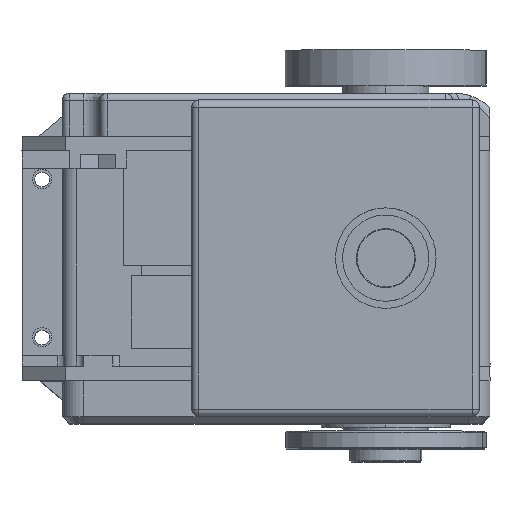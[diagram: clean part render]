
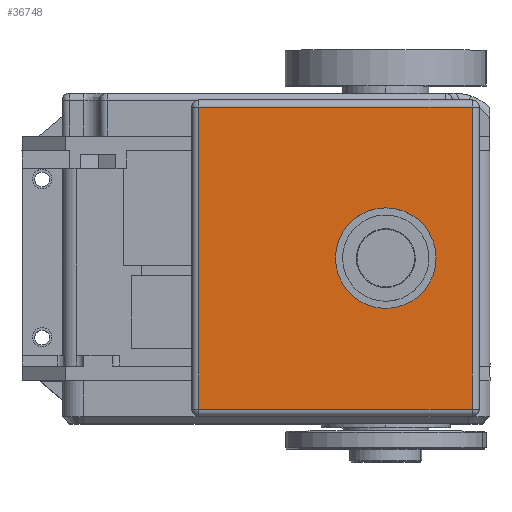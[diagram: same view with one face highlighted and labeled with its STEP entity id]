
A CAD part, top view. The second image highlights one B-rep face of the part: STEP entity #36748.
In plain terms, the highlighted planar face has unit normal (0, 0, 1).
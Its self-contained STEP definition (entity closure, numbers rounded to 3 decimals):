
#94 = CIRCLE ( 'NONE', #516, 7. ) ;
#333 = VERTEX_POINT ( 'NONE', #8547 ) ;
#516 = AXIS2_PLACEMENT_3D ( 'NONE', #32906, #36614, #29776 ) ;
#845 = CARTESIAN_POINT ( 'NONE',  ( -43.5, -56.5, 14.7 ) ) ;
#1162 = VERTEX_POINT ( 'NONE', #12577 ) ;
#1627 = PLANE ( 'NONE',  #17332 ) ;
#1707 = ORIENTED_EDGE ( 'NONE', *, *, #8010, .T. ) ;
#1881 = AXIS2_PLACEMENT_3D ( 'NONE', #28933, #28491, #21939 ) ;
#2124 = VECTOR ( 'NONE', #38600, 1000. ) ;
#2395 = CIRCLE ( 'NONE', #1881, 7. ) ;
#3666 = CARTESIAN_POINT ( 'NONE',  ( -4.5, -55.5, 14.7 ) ) ;
#6771 = VECTOR ( 'NONE', #39625, 1000. ) ;
#7626 = EDGE_CURVE ( 'NONE', #24245, #1162, #42571, .T. ) ;
#7859 = EDGE_LOOP ( 'NONE', ( #41834, #41116, #1707, #16387 ) ) ;
#8010 = EDGE_CURVE ( 'NONE', #333, #14268, #24942, .T. ) ;
#8109 = DIRECTION ( 'NONE',  ( 0., 1., 0. ) ) ;
#8252 = CARTESIAN_POINT ( 'NONE',  ( -5.5, -12.5, 14.7 ) ) ;
#8547 = CARTESIAN_POINT ( 'NONE',  ( -5.5, -13.5, 14.7 ) ) ;
#9656 = ORIENTED_EDGE ( 'NONE', *, *, #43697, .F. ) ;
#10841 = EDGE_CURVE ( 'NONE', #22434, #12956, #94, .T. ) ;
#11608 = DIRECTION ( 'NONE',  ( 0., 1., 0. ) ) ;
#12577 = CARTESIAN_POINT ( 'NONE',  ( -5.5, -55.5, 14.7 ) ) ;
#12956 = VERTEX_POINT ( 'NONE', #33414 ) ;
#14186 = CARTESIAN_POINT ( 'NONE',  ( -17.5, -41.5, 14.7 ) ) ;
#14268 = VERTEX_POINT ( 'NONE', #14556 ) ;
#14556 = CARTESIAN_POINT ( 'NONE',  ( -43.5, -13.5, 14.7 ) ) ;
#14879 = CARTESIAN_POINT ( 'NONE',  ( -24.5, -34.5, 14.7 ) ) ;
#16387 = ORIENTED_EDGE ( 'NONE', *, *, #27337, .T. ) ;
#17332 = AXIS2_PLACEMENT_3D ( 'NONE', #14879, #35219, #11608 ) ;
#17592 = VECTOR ( 'NONE', #8109, 1000. ) ;
#17593 = LINE ( 'NONE', #845, #2124 ) ;
#21939 = DIRECTION ( 'NONE',  ( 0., 1., 0. ) ) ;
#22434 = VERTEX_POINT ( 'NONE', #14186 ) ;
#24245 = VERTEX_POINT ( 'NONE', #42682 ) ;
#24942 = LINE ( 'NONE', #25747, #6771 ) ;
#25747 = CARTESIAN_POINT ( 'NONE',  ( -44.5, -13.5, 14.7 ) ) ;
#27337 = EDGE_CURVE ( 'NONE', #14268, #24245, #17593, .T. ) ;
#28491 = DIRECTION ( 'NONE',  ( 0., 0., 1. ) ) ;
#28562 = FACE_OUTER_BOUND ( 'NONE', #7859, .T. ) ;
#28933 = CARTESIAN_POINT ( 'NONE',  ( -17.5, -34.5, 14.7 ) ) ;
#29776 = DIRECTION ( 'NONE',  ( 0., 1., 0. ) ) ;
#31172 = ORIENTED_EDGE ( 'NONE', *, *, #10841, .F. ) ;
#32644 = EDGE_CURVE ( 'NONE', #1162, #333, #34205, .T. ) ;
#32844 = FACE_BOUND ( 'NONE', #36310, .T. ) ;
#32906 = CARTESIAN_POINT ( 'NONE',  ( -17.5, -34.5, 14.7 ) ) ;
#33414 = CARTESIAN_POINT ( 'NONE',  ( -17.5, -27.5, 14.7 ) ) ;
#34131 = DIRECTION ( 'NONE',  ( 1., 0., 0. ) ) ;
#34205 = LINE ( 'NONE', #8252, #17592 ) ;
#35219 = DIRECTION ( 'NONE',  ( 0., 0., 1. ) ) ;
#36310 = EDGE_LOOP ( 'NONE', ( #9656, #31172 ) ) ;
#36614 = DIRECTION ( 'NONE',  ( 0., 0., 1. ) ) ;
#36748 = ADVANCED_FACE ( 'NONE', ( #28562, #32844 ), #1627, .T. ) ;
#38600 = DIRECTION ( 'NONE',  ( 0., -1., 0. ) ) ;
#39625 = DIRECTION ( 'NONE',  ( -1., 0., 0. ) ) ;
#41116 = ORIENTED_EDGE ( 'NONE', *, *, #32644, .T. ) ;
#41834 = ORIENTED_EDGE ( 'NONE', *, *, #7626, .T. ) ;
#42571 = LINE ( 'NONE', #3666, #43114 ) ;
#42682 = CARTESIAN_POINT ( 'NONE',  ( -43.5, -55.5, 14.7 ) ) ;
#43114 = VECTOR ( 'NONE', #34131, 1000. ) ;
#43697 = EDGE_CURVE ( 'NONE', #12956, #22434, #2395, .T. ) ;
